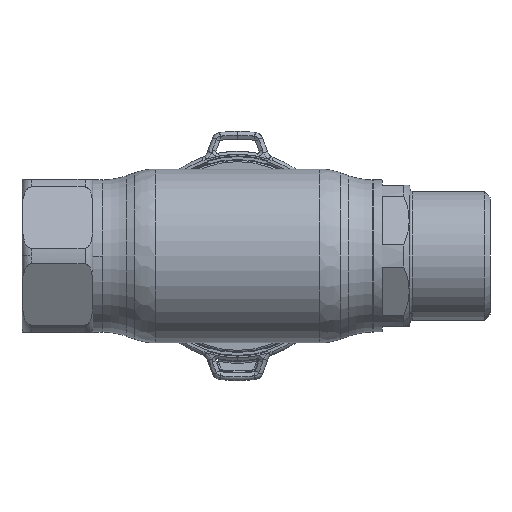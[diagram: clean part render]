
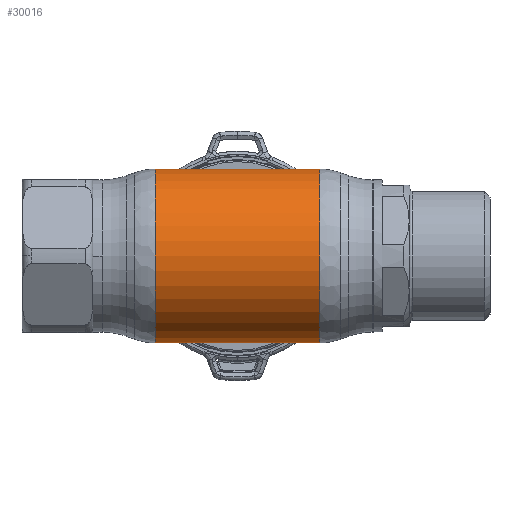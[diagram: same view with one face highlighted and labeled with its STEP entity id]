
A CAD part, front view. The second image highlights one B-rep face of the part: STEP entity #30016.
In plain terms, the highlighted cylindrical face has radius 28.25 mm (diameter 56.5 mm), a partial arc.
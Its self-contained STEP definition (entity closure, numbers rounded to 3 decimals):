
#1118 = DIRECTION ( 'NONE',  ( 0., 0., 1. ) ) ;
#2940 = VERTEX_POINT ( 'NONE', #19393 ) ;
#3140 = VERTEX_POINT ( 'NONE', #31784 ) ;
#3257 = VERTEX_POINT ( 'NONE', #12224 ) ;
#4537 = EDGE_CURVE ( 'NONE', #2940, #24812, #19823, .T. ) ;
#4799 = DIRECTION ( 'NONE',  ( -1., 0., 0. ) ) ;
#8699 = ORIENTED_EDGE ( 'NONE', *, *, #36313, .T. ) ;
#10203 = ORIENTED_EDGE ( 'NONE', *, *, #23464, .T. ) ;
#10208 = DIRECTION ( 'NONE',  ( 0., 0., 1. ) ) ;
#11707 = ORIENTED_EDGE ( 'NONE', *, *, #4537, .F. ) ;
#12224 = CARTESIAN_POINT ( 'NONE',  ( 26.673, 0., 28.25 ) ) ;
#15719 = DIRECTION ( 'NONE',  ( -1., 0., 0. ) ) ;
#16013 = EDGE_LOOP ( 'NONE', ( #32911, #8699, #10203, #11707 ) ) ;
#16299 = CARTESIAN_POINT ( 'NONE',  ( -62.69, 0., 0. ) ) ;
#16753 = AXIS2_PLACEMENT_3D ( 'NONE', #17784, #27411, #1118 ) ;
#16763 = AXIS2_PLACEMENT_3D ( 'NONE', #16299, #4799, #10208 ) ;
#17784 = CARTESIAN_POINT ( 'NONE',  ( -26.673, 0., 0. ) ) ;
#18216 = CARTESIAN_POINT ( 'NONE',  ( -62.69, 0., -28.25 ) ) ;
#18316 = DIRECTION ( 'NONE',  ( 0., 0., 1. ) ) ;
#18439 = FACE_OUTER_BOUND ( 'NONE', #16013, .T. ) ;
#19162 = EDGE_CURVE ( 'NONE', #3140, #2940, #36068, .T. ) ;
#19393 = CARTESIAN_POINT ( 'NONE',  ( -26.673, 0., -28.25 ) ) ;
#19823 = CIRCLE ( 'NONE', #16753, 28.25 ) ;
#21207 = DIRECTION ( 'NONE',  ( -1., 0., 0. ) ) ;
#21623 = CARTESIAN_POINT ( 'NONE',  ( -62.69, 0., 28.25 ) ) ;
#23464 = EDGE_CURVE ( 'NONE', #3257, #24812, #36952, .T. ) ;
#24812 = VERTEX_POINT ( 'NONE', #35534 ) ;
#25378 = CIRCLE ( 'NONE', #34548, 28.25 ) ;
#27411 = DIRECTION ( 'NONE',  ( -1., 0., 0. ) ) ;
#28179 = VECTOR ( 'NONE', #15719, 1000. ) ;
#28716 = VECTOR ( 'NONE', #30827, 1000. ) ;
#30016 = ADVANCED_FACE ( 'NONE', ( #18439 ), #30178, .T. ) ;
#30178 = CYLINDRICAL_SURFACE ( 'NONE', #16763, 28.25 ) ;
#30827 = DIRECTION ( 'NONE',  ( -1., 0., 0. ) ) ;
#31784 = CARTESIAN_POINT ( 'NONE',  ( 26.673, 0., -28.25 ) ) ;
#32911 = ORIENTED_EDGE ( 'NONE', *, *, #19162, .F. ) ;
#34548 = AXIS2_PLACEMENT_3D ( 'NONE', #35599, #21207, #18316 ) ;
#35534 = CARTESIAN_POINT ( 'NONE',  ( -26.673, 0., 28.25 ) ) ;
#35599 = CARTESIAN_POINT ( 'NONE',  ( 26.673, 0., 0. ) ) ;
#36068 = LINE ( 'NONE', #18216, #28179 ) ;
#36313 = EDGE_CURVE ( 'NONE', #3140, #3257, #25378, .T. ) ;
#36952 = LINE ( 'NONE', #21623, #28716 ) ;
